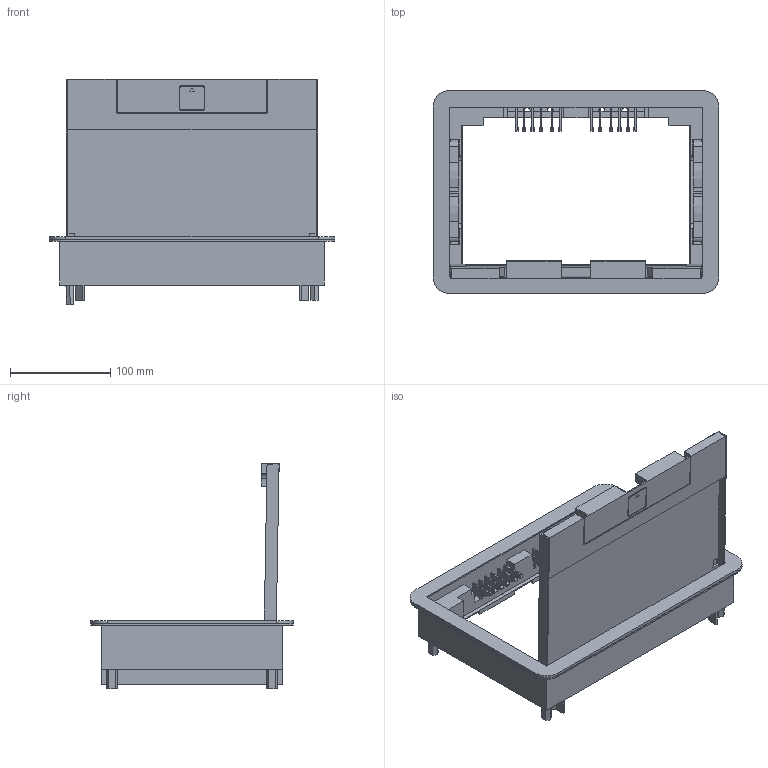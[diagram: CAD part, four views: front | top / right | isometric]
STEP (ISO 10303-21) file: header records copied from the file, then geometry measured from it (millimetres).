
FILE_DESCRIPTION(('CATIA V5 STEP Exchange','CAx-IF Rec.Pracs.--- Composite Materials ---3.4---2017-06-13'),'2;1');
FILE_NAME('LG-080733-S_open.stp','2025-05-02T15:35:26+00:00',('none'),('none'),'CATIA Version 5-6 Release 2020','CATIA V5 STEP AP203 v1','none');
FILE_SCHEMA(('CONFIG_CONTROL_DESIGN'));
Length unit declared in the file: millimetre
Products named in the file (2): A029387_A; A027503_A
Assembly tree (4 placements, depth 3):
  A029387_A
    #57
    #3528
    A027503_A
      #13978
Bounding box: 285 x 202.02 x 224.72 mm (x, y, z)
Volume: 586961.1 mm3; surface area: 385949.6 mm2
Topology: 3 solids, 3 shells, 626 faces, 1860 edges, 1222 vertices
Faces by surface type: plane 493, cylinder 117, extrusion 16
Entity records: 19993 total; most frequent: CARTESIAN_POINT 4148, ORIENTED_EDGE 3720, DIRECTION 2525, EDGE_CURVE 1860, VECTOR 1562, LINE 1546, VERTEX_POINT 1222, EDGE_LOOP 692
